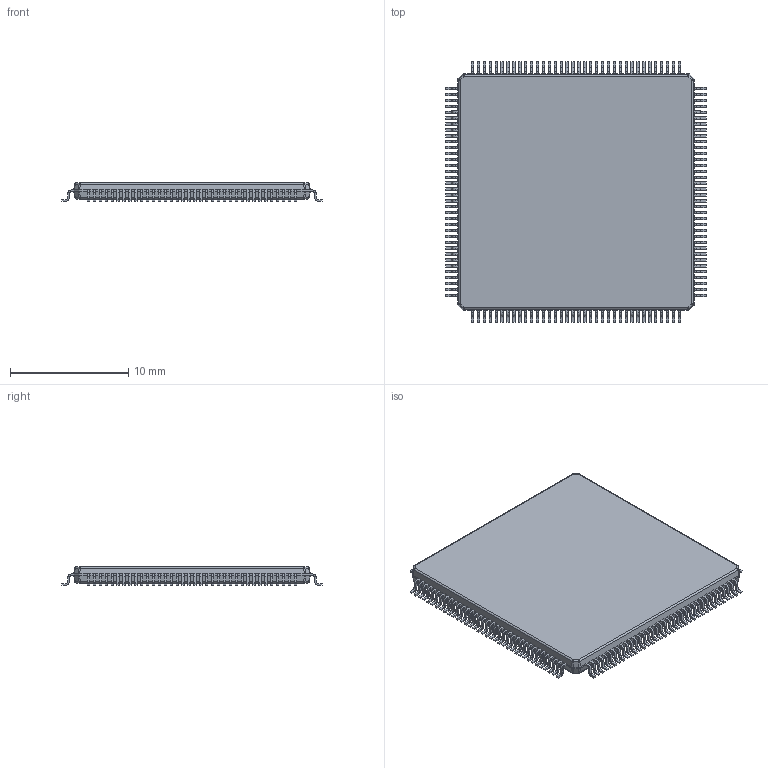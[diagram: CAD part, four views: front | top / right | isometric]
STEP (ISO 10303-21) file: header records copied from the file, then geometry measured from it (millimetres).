
FILE_DESCRIPTION (( 'STEP AP214' ), '1' );
FILE_NAME ('SOT486-1_MS-026-BFB_LQFP144.STEP', '2021-09-06T07:45:48', ( '' ), ( '' ), 'SwSTEP 2.0', 'SolidWorks 2019', '' );
FILE_SCHEMA (( 'AUTOMOTIVE_DESIGN' ));
Length unit declared in the file: millimetre
Products named in the file (1): SOT486-1_MS-026-BFB_LQFP144
Bounding box: 22.01 x 22.01 x 1.6 mm (x, y, z)
Volume: 560.1 mm3; surface area: 1045.5 mm2
Topology: 1 solids, 1 shells, 3250 faces, 6816 edges, 3568 vertices
Faces by surface type: plane 2618, cylinder 616, sphere 16
Entity records: 117840 total; most frequent: DIRECTION 14470, CARTESIAN_POINT 13779, ORIENTED_EDGE 13632, EDGE_CURVE 6816, LINE 5568, VECTOR 5568, AXIS2_PLACEMENT_3D 4451, VERTEX_POINT 3568
